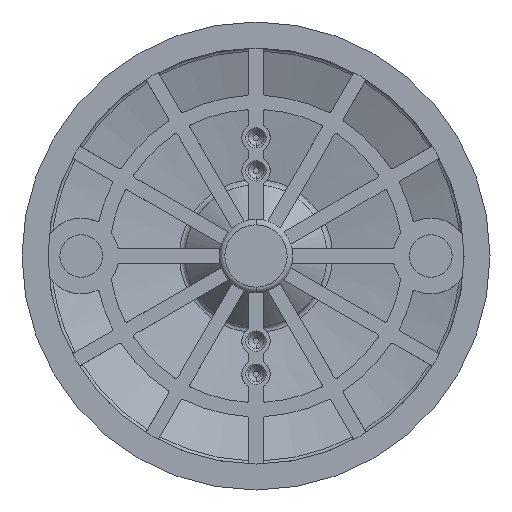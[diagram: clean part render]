
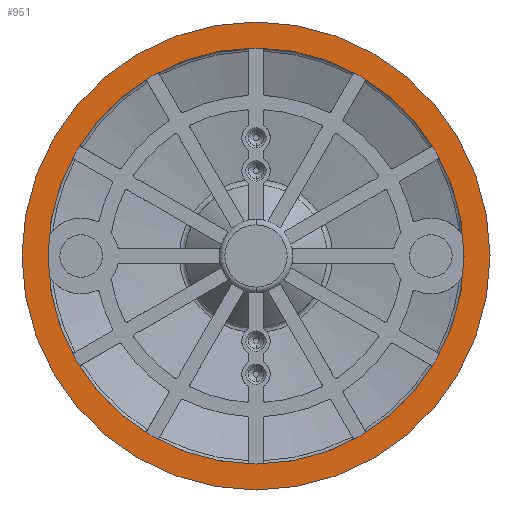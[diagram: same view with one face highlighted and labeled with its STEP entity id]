
A CAD part, front view. The second image highlights one B-rep face of the part: STEP entity #951.
In plain terms, the highlighted planar face has unit normal (0, -1, 0).
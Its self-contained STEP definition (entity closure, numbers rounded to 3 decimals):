
#275 = CARTESIAN_POINT ( 'NONE',  ( 0., 0., -49.5 ) ) ;
#277 = DIRECTION ( 'NONE',  ( 0., 1., 0. ) ) ;
#379 = AXIS2_PLACEMENT_3D ( 'NONE', #1977, #277, #1943 ) ;
#437 = VERTEX_POINT ( 'NONE', #275 ) ;
#449 = CIRCLE ( 'NONE', #379, 49.5 ) ;
#893 = EDGE_LOOP ( 'NONE', ( #4096, #5221 ) ) ;
#951 = ADVANCED_FACE ( 'NONE', ( #5794, #2039 ), #5125, .T. ) ;
#1900 = DIRECTION ( 'NONE',  ( 0., 1., 0. ) ) ;
#1911 = VERTEX_POINT ( 'NONE', #5205 ) ;
#1943 = DIRECTION ( 'NONE',  ( 0., 0., -1. ) ) ;
#1977 = CARTESIAN_POINT ( 'NONE',  ( 0., 0., 0. ) ) ;
#2039 = FACE_BOUND ( 'NONE', #10143, .T. ) ;
#2511 = DIRECTION ( 'NONE',  ( 0., 1., 0. ) ) ;
#2933 = EDGE_CURVE ( 'NONE', #3293, #1911, #5909, .T. ) ;
#3293 = VERTEX_POINT ( 'NONE', #4216 ) ;
#3424 = DIRECTION ( 'NONE',  ( 0., 0., 1. ) ) ;
#3761 = VERTEX_POINT ( 'NONE', #4051 ) ;
#4051 = CARTESIAN_POINT ( 'NONE',  ( 0., 0., 49.5 ) ) ;
#4096 = ORIENTED_EDGE ( 'NONE', *, *, #8586, .F. ) ;
#4108 = AXIS2_PLACEMENT_3D ( 'NONE', #7238, #2511, #9779 ) ;
#4216 = CARTESIAN_POINT ( 'NONE',  ( 0., 0., 44. ) ) ;
#4750 = AXIS2_PLACEMENT_3D ( 'NONE', #7556, #1900, #3424 ) ;
#4875 = EDGE_CURVE ( 'NONE', #3761, #437, #7389, .T. ) ;
#5125 = PLANE ( 'NONE',  #9695 ) ;
#5175 = CIRCLE ( 'NONE', #5891, 44. ) ;
#5205 = CARTESIAN_POINT ( 'NONE',  ( 0., 0., -44. ) ) ;
#5221 = ORIENTED_EDGE ( 'NONE', *, *, #4875, .F. ) ;
#5329 = ORIENTED_EDGE ( 'NONE', *, *, #2933, .T. ) ;
#5794 = FACE_OUTER_BOUND ( 'NONE', #893, .T. ) ;
#5891 = AXIS2_PLACEMENT_3D ( 'NONE', #6946, #7085, #7755 ) ;
#5909 = CIRCLE ( 'NONE', #4750, 44. ) ;
#6773 = DIRECTION ( 'NONE',  ( 0., 0., -1. ) ) ;
#6946 = CARTESIAN_POINT ( 'NONE',  ( 0., 0., 0. ) ) ;
#7085 = DIRECTION ( 'NONE',  ( 0., 1., 0. ) ) ;
#7238 = CARTESIAN_POINT ( 'NONE',  ( 0., 0., 0. ) ) ;
#7372 = ORIENTED_EDGE ( 'NONE', *, *, #9896, .T. ) ;
#7389 = CIRCLE ( 'NONE', #4108, 49.5 ) ;
#7556 = CARTESIAN_POINT ( 'NONE',  ( 0., 0., 0. ) ) ;
#7755 = DIRECTION ( 'NONE',  ( 0., 0., 1. ) ) ;
#8586 = EDGE_CURVE ( 'NONE', #437, #3761, #449, .T. ) ;
#9139 = CARTESIAN_POINT ( 'NONE',  ( -44., 0., 0. ) ) ;
#9695 = AXIS2_PLACEMENT_3D ( 'NONE', #9139, #9829, #6773 ) ;
#9779 = DIRECTION ( 'NONE',  ( 0., 0., -1. ) ) ;
#9829 = DIRECTION ( 'NONE',  ( 0., -1., 0. ) ) ;
#9896 = EDGE_CURVE ( 'NONE', #1911, #3293, #5175, .T. ) ;
#10143 = EDGE_LOOP ( 'NONE', ( #5329, #7372 ) ) ;
